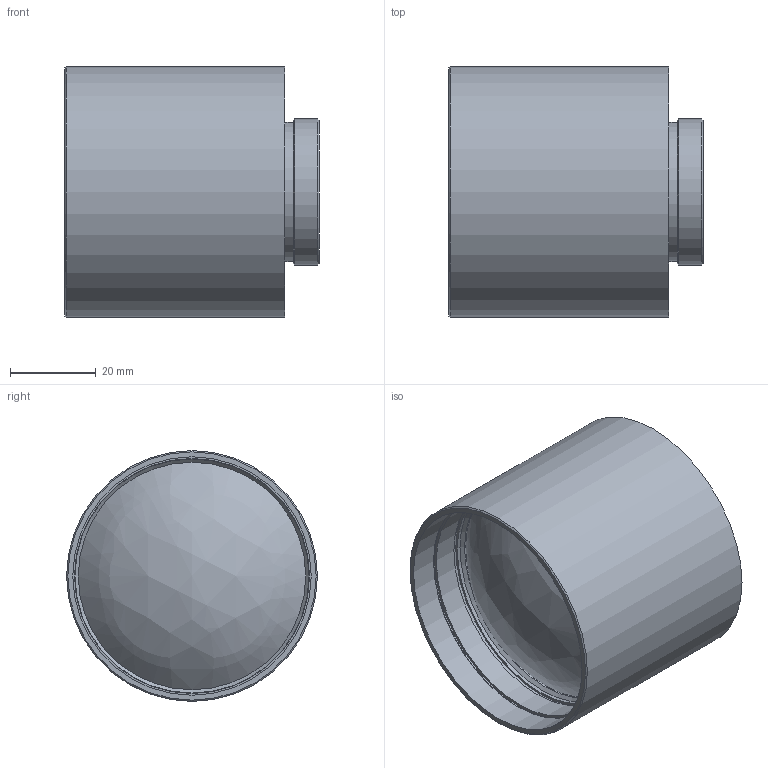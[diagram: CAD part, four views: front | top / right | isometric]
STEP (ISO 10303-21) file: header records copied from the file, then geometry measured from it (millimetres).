
FILE_DESCRIPTION (( 'STEP AP203' ), '1' );
FILE_NAME ('50mm.STEP', '2023-08-22T07:39:17', ( 'Windows User' ), ( 'P R C' ), 'SwSTEP 2.0', 'SolidWorks 2020', '' );
FILE_SCHEMA (( 'CONFIG_CONTROL_DESIGN' ));
Length unit declared in the file: millimetre
Products named in the file (1): 50mm
Bounding box: 59.22 x 58.4 x 58.4 mm (x, y, z)
Volume: 117145.2 mm3; surface area: 19149 mm2
Topology: 1 solids, 1 shells, 26 faces, 47 edges, 31 vertices
Faces by surface type: cylinder 10, plane 9, cone 5, bspline 2
Full cylindrical faces by diameter (mm): 19 x1, 32.4 x1, 34 x1, 53 x1, 54.5 x1, 54.7 x1, 55.5 x2, 55.9 x1, 58.4 x1
Entity records: 646 total; most frequent: CARTESIAN_POINT 140, DIRECTION 100, EDGE_LOOP 50, AXIS2_PLACEMENT_3D 50, ORIENTED_EDGE 50, FACE_OUTER_BOUND 36, ADVANCED_FACE 26, EDGE_CURVE 25
